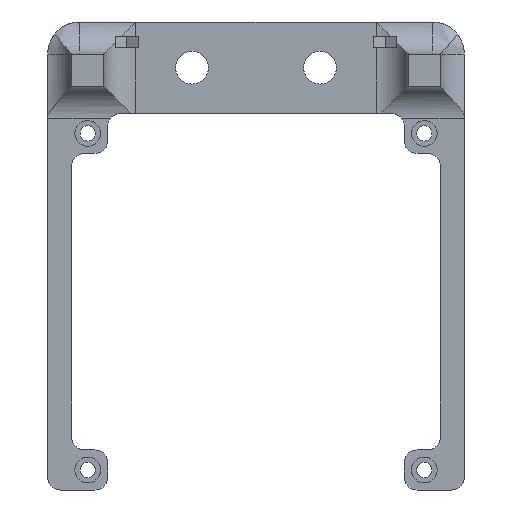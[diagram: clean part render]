
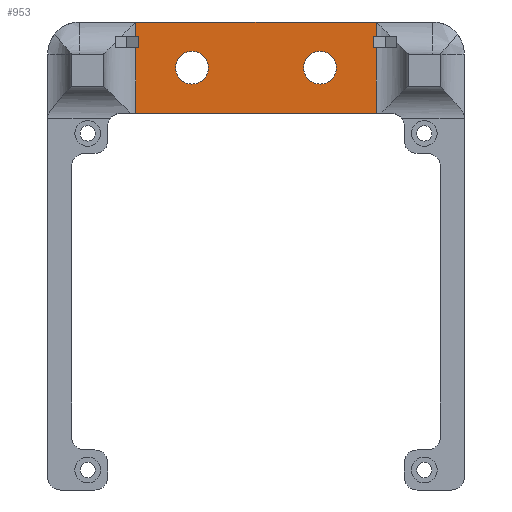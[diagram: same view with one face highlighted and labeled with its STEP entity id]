
A CAD part, front view. The second image highlights one B-rep face of the part: STEP entity #953.
In plain terms, the highlighted planar face has unit normal (0, -1, 0).
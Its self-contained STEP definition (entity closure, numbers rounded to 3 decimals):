
#13 = FACE_OUTER_BOUND ( 'NONE', #1652, .T. ) ;
#17 = EDGE_CURVE ( 'NONE', #988, #1110, #2258, .T. ) ;
#22 = LINE ( 'NONE', #63, #1552 ) ;
#47 = ORIENTED_EDGE ( 'NONE', *, *, #301, .F. ) ;
#57 = CIRCLE ( 'NONE', #313, 5.125 ) ;
#63 = CARTESIAN_POINT ( 'NONE',  ( 37.5, 0., 5. ) ) ;
#76 = DIRECTION ( 'NONE',  ( 1., 0., 0. ) ) ;
#91 = EDGE_CURVE ( 'NONE', #1917, #3892, #3252, .T. ) ;
#101 = AXIS2_PLACEMENT_3D ( 'NONE', #2137, #314, #664 ) ;
#111 = LINE ( 'NONE', #702, #1466 ) ;
#130 = ORIENTED_EDGE ( 'NONE', *, *, #1942, .T. ) ;
#199 = CARTESIAN_POINT ( 'NONE',  ( 43.875, 0., 10.5 ) ) ;
#200 = VERTEX_POINT ( 'NONE', #2900 ) ;
#230 = DIRECTION ( 'NONE',  ( 0., 1., 0. ) ) ;
#245 = ORIENTED_EDGE ( 'NONE', *, *, #2437, .F. ) ;
#301 = EDGE_CURVE ( 'NONE', #1152, #907, #3541, .T. ) ;
#304 = ORIENTED_EDGE ( 'NONE', *, *, #17, .F. ) ;
#313 = AXIS2_PLACEMENT_3D ( 'NONE', #2442, #1873, #2163 ) ;
#314 = DIRECTION ( 'NONE',  ( 0., 1., 0. ) ) ;
#366 = ORIENTED_EDGE ( 'NONE', *, *, #861, .T. ) ;
#384 = CARTESIAN_POINT ( 'NONE',  ( -20., 0., 5.875 ) ) ;
#424 = DIRECTION ( 'NONE',  ( 0., 0., -1. ) ) ;
#425 = ORIENTED_EDGE ( 'NONE', *, *, #2014, .T. ) ;
#446 = VECTOR ( 'NONE', #2511, 1000. ) ;
#509 = CARTESIAN_POINT ( 'NONE',  ( 37.5, 0., 10.5 ) ) ;
#564 = EDGE_CURVE ( 'NONE', #1152, #1917, #2536, .T. ) ;
#603 = CARTESIAN_POINT ( 'NONE',  ( 20., 0., 5.875 ) ) ;
#631 = VECTOR ( 'NONE', #424, 1000. ) ;
#664 = DIRECTION ( 'NONE',  ( 0., 0., 1. ) ) ;
#702 = CARTESIAN_POINT ( 'NONE',  ( 43.875, 0., 7. ) ) ;
#733 = LINE ( 'NONE', #2290, #3687 ) ;
#770 = LINE ( 'NONE', #1728, #1218 ) ;
#786 = VERTEX_POINT ( 'NONE', #1511 ) ;
#859 = ORIENTED_EDGE ( 'NONE', *, *, #3325, .T. ) ;
#861 = EDGE_CURVE ( 'NONE', #982, #907, #1406, .T. ) ;
#907 = VERTEX_POINT ( 'NONE', #1462 ) ;
#910 = DIRECTION ( 'NONE',  ( 0., 0., -1. ) ) ;
#920 = DIRECTION ( 'NONE',  ( 0., 0., 1. ) ) ;
#928 = CARTESIAN_POINT ( 'NONE',  ( -36.625, 0., 10.5 ) ) ;
#953 = ADVANCED_FACE ( 'NONE', ( #13, #3420, #3136 ), #2328, .F. ) ;
#964 = ORIENTED_EDGE ( 'NONE', *, *, #3894, .T. ) ;
#982 = VERTEX_POINT ( 'NONE', #2994 ) ;
#988 = VERTEX_POINT ( 'NONE', #3540 ) ;
#1110 = VERTEX_POINT ( 'NONE', #1339 ) ;
#1152 = VERTEX_POINT ( 'NONE', #2218 ) ;
#1191 = DIRECTION ( 'NONE',  ( 1., 0., 0. ) ) ;
#1218 = VECTOR ( 'NONE', #3546, 1000. ) ;
#1311 = CARTESIAN_POINT ( 'NONE',  ( 37.5, 0., 7. ) ) ;
#1339 = CARTESIAN_POINT ( 'NONE',  ( 36.625, 0., 7. ) ) ;
#1406 = LINE ( 'NONE', #928, #1895 ) ;
#1409 = EDGE_CURVE ( 'NONE', #786, #982, #2036, .T. ) ;
#1457 = EDGE_CURVE ( 'NONE', #3599, #1534, #2079, .T. ) ;
#1462 = CARTESIAN_POINT ( 'NONE',  ( -36.625, 0., 7. ) ) ;
#1466 = VECTOR ( 'NONE', #3726, 1000. ) ;
#1502 = CIRCLE ( 'NONE', #3320, 5.125 ) ;
#1511 = CARTESIAN_POINT ( 'NONE',  ( -37.5, 0., 10.5 ) ) ;
#1534 = VERTEX_POINT ( 'NONE', #2879 ) ;
#1550 = CARTESIAN_POINT ( 'NONE',  ( 37.5, 0., 5. ) ) ;
#1552 = VECTOR ( 'NONE', #1912, 1000. ) ;
#1573 = CARTESIAN_POINT ( 'NONE',  ( -43.875, 0., 10.5 ) ) ;
#1636 = CARTESIAN_POINT ( 'NONE',  ( -46.25, 0., -13.5 ) ) ;
#1647 = ORIENTED_EDGE ( 'NONE', *, *, #1687, .T. ) ;
#1652 = EDGE_LOOP ( 'NONE', ( #3031, #1647, #859, #304, #245, #3086, #3269, #130, #3344, #366, #47, #3012 ) ) ;
#1687 = EDGE_CURVE ( 'NONE', #3892, #3426, #22, .T. ) ;
#1728 = CARTESIAN_POINT ( 'NONE',  ( -37.5, 0., -5. ) ) ;
#1765 = CARTESIAN_POINT ( 'NONE',  ( 0., 0., 0. ) ) ;
#1873 = DIRECTION ( 'NONE',  ( 0., 1., 0. ) ) ;
#1890 = LINE ( 'NONE', #199, #2677 ) ;
#1892 = CIRCLE ( 'NONE', #101, 5.125 ) ;
#1895 = VECTOR ( 'NONE', #910, 1000. ) ;
#1903 = VECTOR ( 'NONE', #1969, 1000. ) ;
#1907 = CARTESIAN_POINT ( 'NONE',  ( 37.5, 0., -13.5 ) ) ;
#1912 = DIRECTION ( 'NONE',  ( 0., 0., 1. ) ) ;
#1917 = VERTEX_POINT ( 'NONE', #2627 ) ;
#1942 = EDGE_CURVE ( 'NONE', #2420, #786, #770, .T. ) ;
#1963 = EDGE_LOOP ( 'NONE', ( #425, #964 ) ) ;
#1969 = DIRECTION ( 'NONE',  ( 1., 0., 0. ) ) ;
#2002 = DIRECTION ( 'NONE',  ( 1., 0., 0. ) ) ;
#2004 = DIRECTION ( 'NONE',  ( 0., 0., 1. ) ) ;
#2014 = EDGE_CURVE ( 'NONE', #3359, #2042, #1502, .T. ) ;
#2036 = LINE ( 'NONE', #1573, #3111 ) ;
#2042 = VERTEX_POINT ( 'NONE', #3596 ) ;
#2079 = LINE ( 'NONE', #1550, #446 ) ;
#2087 = AXIS2_PLACEMENT_3D ( 'NONE', #1765, #230, #2341 ) ;
#2137 = CARTESIAN_POINT ( 'NONE',  ( -20., 0., 0.75 ) ) ;
#2163 = DIRECTION ( 'NONE',  ( 0., 0., 1. ) ) ;
#2218 = CARTESIAN_POINT ( 'NONE',  ( -37.5, 0., 7. ) ) ;
#2258 = LINE ( 'NONE', #2846, #3872 ) ;
#2267 = CARTESIAN_POINT ( 'NONE',  ( -37.5, 0., -5. ) ) ;
#2290 = CARTESIAN_POINT ( 'NONE',  ( 35., 0., 15. ) ) ;
#2328 = PLANE ( 'NONE',  #2087 ) ;
#2337 = DIRECTION ( 'NONE',  ( -1., 0., 0. ) ) ;
#2341 = DIRECTION ( 'NONE',  ( 0., 0., 1. ) ) ;
#2348 = CARTESIAN_POINT ( 'NONE',  ( -43.875, 0., 7. ) ) ;
#2420 = VERTEX_POINT ( 'NONE', #3268 ) ;
#2437 = EDGE_CURVE ( 'NONE', #3599, #988, #1890, .T. ) ;
#2442 = CARTESIAN_POINT ( 'NONE',  ( 20., 0., 0.75 ) ) ;
#2456 = VECTOR ( 'NONE', #1191, 1000. ) ;
#2511 = DIRECTION ( 'NONE',  ( 0., 0., 1. ) ) ;
#2536 = LINE ( 'NONE', #2267, #631 ) ;
#2627 = CARTESIAN_POINT ( 'NONE',  ( -37.5, 0., -13.5 ) ) ;
#2663 = CARTESIAN_POINT ( 'NONE',  ( -20., 0., 0.75 ) ) ;
#2677 = VECTOR ( 'NONE', #2337, 1000. ) ;
#2692 = CIRCLE ( 'NONE', #3054, 5.125 ) ;
#2771 = EDGE_CURVE ( 'NONE', #3250, #200, #2692, .T. ) ;
#2795 = EDGE_LOOP ( 'NONE', ( #3884, #3181 ) ) ;
#2818 = EDGE_CURVE ( 'NONE', #2420, #1534, #733, .T. ) ;
#2846 = CARTESIAN_POINT ( 'NONE',  ( 36.625, 0., 10.5 ) ) ;
#2879 = CARTESIAN_POINT ( 'NONE',  ( 37.5, 0., 15. ) ) ;
#2900 = CARTESIAN_POINT ( 'NONE',  ( 20., 0., -4.375 ) ) ;
#2994 = CARTESIAN_POINT ( 'NONE',  ( -36.625, 0., 10.5 ) ) ;
#3012 = ORIENTED_EDGE ( 'NONE', *, *, #564, .T. ) ;
#3031 = ORIENTED_EDGE ( 'NONE', *, *, #91, .T. ) ;
#3054 = AXIS2_PLACEMENT_3D ( 'NONE', #3417, #3750, #920 ) ;
#3086 = ORIENTED_EDGE ( 'NONE', *, *, #1457, .T. ) ;
#3111 = VECTOR ( 'NONE', #76, 1000. ) ;
#3136 = FACE_BOUND ( 'NONE', #2795, .T. ) ;
#3181 = ORIENTED_EDGE ( 'NONE', *, *, #3908, .T. ) ;
#3250 = VERTEX_POINT ( 'NONE', #603 ) ;
#3252 = LINE ( 'NONE', #1636, #1903 ) ;
#3268 = CARTESIAN_POINT ( 'NONE',  ( -37.5, 0., 15. ) ) ;
#3269 = ORIENTED_EDGE ( 'NONE', *, *, #2818, .F. ) ;
#3320 = AXIS2_PLACEMENT_3D ( 'NONE', #2663, #3807, #2004 ) ;
#3325 = EDGE_CURVE ( 'NONE', #3426, #1110, #111, .T. ) ;
#3344 = ORIENTED_EDGE ( 'NONE', *, *, #1409, .T. ) ;
#3359 = VERTEX_POINT ( 'NONE', #384 ) ;
#3417 = CARTESIAN_POINT ( 'NONE',  ( 20., 0., 0.75 ) ) ;
#3420 = FACE_BOUND ( 'NONE', #1963, .T. ) ;
#3426 = VERTEX_POINT ( 'NONE', #1311 ) ;
#3540 = CARTESIAN_POINT ( 'NONE',  ( 36.625, 0., 10.5 ) ) ;
#3541 = LINE ( 'NONE', #2348, #2456 ) ;
#3546 = DIRECTION ( 'NONE',  ( 0., 0., -1. ) ) ;
#3596 = CARTESIAN_POINT ( 'NONE',  ( -20., 0., -4.375 ) ) ;
#3599 = VERTEX_POINT ( 'NONE', #509 ) ;
#3687 = VECTOR ( 'NONE', #2002, 1000. ) ;
#3726 = DIRECTION ( 'NONE',  ( -1., 0., 0. ) ) ;
#3750 = DIRECTION ( 'NONE',  ( 0., 1., 0. ) ) ;
#3755 = DIRECTION ( 'NONE',  ( 0., 0., -1. ) ) ;
#3807 = DIRECTION ( 'NONE',  ( 0., 1., 0. ) ) ;
#3872 = VECTOR ( 'NONE', #3755, 1000. ) ;
#3884 = ORIENTED_EDGE ( 'NONE', *, *, #2771, .T. ) ;
#3892 = VERTEX_POINT ( 'NONE', #1907 ) ;
#3894 = EDGE_CURVE ( 'NONE', #2042, #3359, #1892, .T. ) ;
#3908 = EDGE_CURVE ( 'NONE', #200, #3250, #57, .T. ) ;
